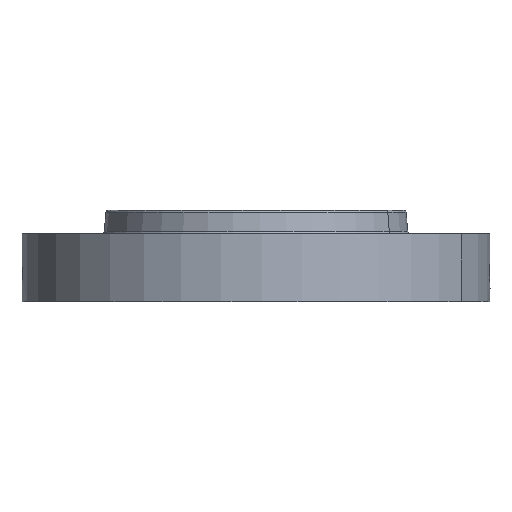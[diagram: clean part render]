
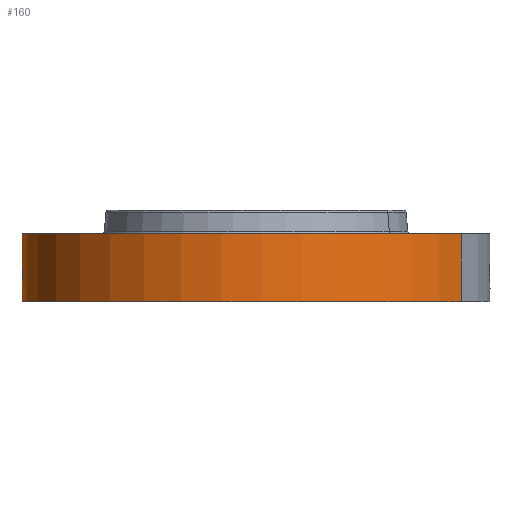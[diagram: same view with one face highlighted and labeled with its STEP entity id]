
A CAD part, left-side view. The second image highlights one B-rep face of the part: STEP entity #160.
In plain terms, the highlighted cylindrical face has radius 158.75 mm (diameter 317.5 mm), a partial arc.
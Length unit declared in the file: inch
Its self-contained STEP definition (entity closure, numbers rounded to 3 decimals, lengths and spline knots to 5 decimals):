
#38=AXIS2_PLACEMENT_3D('Cylinder Axis2P3D',#35,#36,#37) ;
#42=AXIS2_PLACEMENT_3D('Circle Axis2P3D',#40,#41,$) ;
#58=AXIS2_PLACEMENT_3D('Circle Axis2P3D',#56,#57,$) ;
#35=CARTESIAN_POINT('Axis2P3D Location',(0.,0.,1.2165)) ;
#40=CARTESIAN_POINT('Axis2P3D Location',(0.,0.,0.)) ;
#44=CARTESIAN_POINT('Vertex',(-2.99641,-5.48489,0.)) ;
#46=CARTESIAN_POINT('Vertex',(2.99641,5.48489,0.)) ;
#49=CARTESIAN_POINT('Line Origine',(-2.99641,-5.48489,0.9065)) ;
#53=CARTESIAN_POINT('Vertex',(-2.99641,-5.48489,1.813)) ;
#56=CARTESIAN_POINT('Axis2P3D Location',(0.,0.,1.813)) ;
#60=CARTESIAN_POINT('Vertex',(2.99641,5.48489,1.813)) ;
#63=CARTESIAN_POINT('Line Origine',(2.99641,5.48489,0.9065)) ;
#75=CARTESIAN_POINT('Control Point',(-0.06146,6.2497,1.09873)) ;
#76=CARTESIAN_POINT('Control Point',(-0.04142,6.24989,1.10227)) ;
#77=CARTESIAN_POINT('Control Point',(-0.02107,6.25,1.10408)) ;
#78=CARTESIAN_POINT('Control Point',(-0.00072,6.25,1.10412)) ;
#79=CARTESIAN_POINT('Vertex',(-0.06145,6.2497,1.09874)) ;
#81=CARTESIAN_POINT('Vertex',(-0.00072,6.25,1.10412)) ;
#85=CARTESIAN_POINT('Control Point',(-0.06145,6.2497,1.09874)) ;
#86=CARTESIAN_POINT('Control Point',(-0.0996,6.24932,1.09347)) ;
#87=CARTESIAN_POINT('Control Point',(-0.1369,6.24859,1.0813)) ;
#88=CARTESIAN_POINT('Control Point',(-0.17107,6.24766,1.06317)) ;
#89=CARTESIAN_POINT('Vertex',(-0.17107,6.24766,1.06317)) ;
#93=CARTESIAN_POINT('Control Point',(-0.02962,6.24993,0.34109)) ;
#94=CARTESIAN_POINT('Control Point',(-0.08507,6.24967,0.34817)) ;
#95=CARTESIAN_POINT('Control Point',(-0.1389,6.2488,0.36572)) ;
#96=CARTESIAN_POINT('Control Point',(-0.18831,6.2474,0.39315)) ;
#97=CARTESIAN_POINT('Control Point',(-0.27645,6.24416,0.46546)) ;
#98=CARTESIAN_POINT('Control Point',(-0.33331,6.24118,0.56232)) ;
#99=CARTESIAN_POINT('Control Point',(-0.35308,6.24003,0.61611)) ;
#100=CARTESIAN_POINT('Control Point',(-0.36915,6.23909,0.7046)) ;
#101=CARTESIAN_POINT('Control Point',(-0.36095,6.23957,0.79253)) ;
#102=CARTESIAN_POINT('Control Point',(-0.35458,6.23994,0.82463)) ;
#103=CARTESIAN_POINT('Control Point',(-0.33041,6.24131,0.90289)) ;
#104=CARTESIAN_POINT('Control Point',(-0.28646,6.24353,0.97242)) ;
#105=CARTESIAN_POINT('Control Point',(-0.25327,6.24503,1.00959)) ;
#106=CARTESIAN_POINT('Control Point',(-0.21421,6.24648,1.04028)) ;
#107=CARTESIAN_POINT('Control Point',(-0.17107,6.24766,1.06317)) ;
#108=CARTESIAN_POINT('Vertex',(-0.02962,6.24993,0.34109)) ;
#112=CARTESIAN_POINT('Control Point',(-0.02962,6.24993,0.34109)) ;
#113=CARTESIAN_POINT('Control Point',(-0.01974,6.24998,0.34086)) ;
#114=CARTESIAN_POINT('Control Point',(-0.00986,6.25,0.34096)) ;
#115=CARTESIAN_POINT('Control Point',(0.,6.25,0.34137)) ;
#116=CARTESIAN_POINT('Vertex',(0.,6.25,0.34137)) ;
#120=CARTESIAN_POINT('Control Point',(0.19391,6.24699,0.39506)) ;
#121=CARTESIAN_POINT('Control Point',(0.1347,6.24883,0.36255)) ;
#122=CARTESIAN_POINT('Control Point',(0.0678,6.25,0.34425)) ;
#123=CARTESIAN_POINT('Control Point',(0.,6.25,0.34137)) ;
#124=CARTESIAN_POINT('Vertex',(0.19391,6.24699,0.39506)) ;
#128=CARTESIAN_POINT('Control Point',(0.19391,6.24699,0.39506)) ;
#129=CARTESIAN_POINT('Control Point',(0.22336,6.24608,0.41124)) ;
#130=CARTESIAN_POINT('Control Point',(0.25122,6.24504,0.43031)) ;
#131=CARTESIAN_POINT('Control Point',(0.27708,6.24393,0.45213)) ;
#132=CARTESIAN_POINT('Control Point',(0.34494,6.24068,0.52269)) ;
#133=CARTESIAN_POINT('Control Point',(0.38913,6.23794,0.61169)) ;
#134=CARTESIAN_POINT('Control Point',(0.40517,6.23683,0.67566)) ;
#135=CARTESIAN_POINT('Control Point',(0.40732,6.23675,0.78956)) ;
#136=CARTESIAN_POINT('Control Point',(0.36819,6.23918,0.89414)) ;
#137=CARTESIAN_POINT('Control Point',(0.34434,6.2406,0.93551)) ;
#138=CARTESIAN_POINT('Control Point',(0.27483,6.24427,1.02151)) ;
#139=CARTESIAN_POINT('Control Point',(0.18052,6.24777,1.07763)) ;
#140=CARTESIAN_POINT('Control Point',(0.12139,6.24927,1.09831)) ;
#141=CARTESIAN_POINT('Control Point',(0.06023,6.25,1.10711)) ;
#142=CARTESIAN_POINT('Control Point',(-0.00003,6.25,1.10415)) ;
#143=CARTESIAN_POINT('Vertex',(-0.00003,6.25,1.10415)) ;
#147=CARTESIAN_POINT('Control Point',(-0.00072,6.25,1.10412)) ;
#148=CARTESIAN_POINT('Control Point',(-0.00037,6.25,1.10414)) ;
#149=CARTESIAN_POINT('Control Point',(-0.00003,6.25,1.10415)) ;
#36=DIRECTION('Axis2P3D Direction',(0.,0.,-0.039)) ;
#37=DIRECTION('Axis2P3D XDirection',(0.019,0.035,0.)) ;
#41=DIRECTION('Axis2P3D Direction',(0.,0.,-0.039)) ;
#50=DIRECTION('Vector Direction',(0.,0.,-0.039)) ;
#57=DIRECTION('Axis2P3D Direction',(0.,0.,-0.039)) ;
#64=DIRECTION('Vector Direction',(0.,0.,-0.039)) ;
#51=VECTOR('Line Direction',#50,0.03937) ;
#65=VECTOR('Line Direction',#64,0.03937) ;
#69=ORIENTED_EDGE('',*,*,#48,.F.) ;
#70=ORIENTED_EDGE('',*,*,#55,.T.) ;
#71=ORIENTED_EDGE('',*,*,#62,.T.) ;
#72=ORIENTED_EDGE('',*,*,#67,.F.) ;
#152=ORIENTED_EDGE('',*,*,#83,.F.) ;
#153=ORIENTED_EDGE('',*,*,#91,.T.) ;
#154=ORIENTED_EDGE('',*,*,#110,.F.) ;
#155=ORIENTED_EDGE('',*,*,#118,.T.) ;
#156=ORIENTED_EDGE('',*,*,#126,.F.) ;
#157=ORIENTED_EDGE('',*,*,#145,.T.) ;
#158=ORIENTED_EDGE('',*,*,#150,.F.) ;
#159=FACE_BOUND('',#151,.T.) ;
#160=ADVANCED_FACE('PartBody',(#73,#159),#39,.T.) ;
#74=B_SPLINE_CURVE_WITH_KNOTS('',3,(#75,#76,#77,#78),.UNSPECIFIED.,.F.,.U.,(4,4),(4.26351,6.52163),.UNSPECIFIED.) ;
#84=B_SPLINE_CURVE_WITH_KNOTS('',3,(#85,#86,#87,#88),.UNSPECIFIED.,.F.,.U.,(4,4),(0.,4.32778),.UNSPECIFIED.) ;
#92=B_SPLINE_CURVE_WITH_KNOTS('',5,(#93,#94,#95,#96,#97,#98,#99,#100,#101,#102,#103,#104,#105,#106,#107),.UNSPECIFIED.,.F.,.U.,(6,3,3,3,6),(0.,9.71433,19.93762,25.96325,35.07043),.UNSPECIFIED.) ;
#111=B_SPLINE_CURVE_WITH_KNOTS('',3,(#112,#113,#114,#115),.UNSPECIFIED.,.F.,.U.,(4,4),(0.,1.03063),.UNSPECIFIED.) ;
#119=B_SPLINE_CURVE_WITH_KNOTS('',3,(#120,#121,#122,#123),.UNSPECIFIED.,.F.,.U.,(4,4),(0.,7.08529),.UNSPECIFIED.) ;
#127=B_SPLINE_CURVE_WITH_KNOTS('',5,(#128,#129,#130,#131,#132,#133,#134,#135,#136,#137,#138,#139,#140,#141,#142),.UNSPECIFIED.,.F.,.U.,(6,3,3,3,6),(0.,5.87429,17.01547,25.37621,36.63941),.UNSPECIFIED.) ;
#146=B_SPLINE_CURVE_WITH_KNOTS('',2,(#147,#148,#149),.UNSPECIFIED.,.F.,.U.,(3,3),(1.0716,1.09742),.UNSPECIFIED.) ;
#43=CIRCLE('generated circle',#42,6.25) ;
#59=CIRCLE('generated circle',#58,6.25) ;
#39=CYLINDRICAL_SURFACE('generated cylinder',#38,6.25) ;
#48=EDGE_CURVE('',#45,#47,#43,.T.) ;
#55=EDGE_CURVE('',#45,#54,#52,.F.) ;
#62=EDGE_CURVE('',#54,#61,#59,.T.) ;
#67=EDGE_CURVE('',#47,#61,#66,.F.) ;
#83=EDGE_CURVE('',#80,#82,#74,.T.) ;
#91=EDGE_CURVE('',#80,#90,#84,.T.) ;
#110=EDGE_CURVE('',#109,#90,#92,.T.) ;
#118=EDGE_CURVE('',#109,#117,#111,.T.) ;
#126=EDGE_CURVE('',#125,#117,#119,.T.) ;
#145=EDGE_CURVE('',#125,#144,#127,.T.) ;
#150=EDGE_CURVE('',#82,#144,#146,.T.) ;
#68=EDGE_LOOP('',(#69,#70,#71,#72)) ;
#151=EDGE_LOOP('',(#152,#153,#154,#155,#156,#157,#158)) ;
#73=FACE_OUTER_BOUND('',#68,.T.) ;
#52=LINE('Line',#49,#51) ;
#66=LINE('Line',#63,#65) ;
#45=VERTEX_POINT('',#44) ;
#47=VERTEX_POINT('',#46) ;
#54=VERTEX_POINT('',#53) ;
#61=VERTEX_POINT('',#60) ;
#80=VERTEX_POINT('',#79) ;
#82=VERTEX_POINT('',#81) ;
#90=VERTEX_POINT('',#89) ;
#109=VERTEX_POINT('',#108) ;
#117=VERTEX_POINT('',#116) ;
#125=VERTEX_POINT('',#124) ;
#144=VERTEX_POINT('',#143) ;
